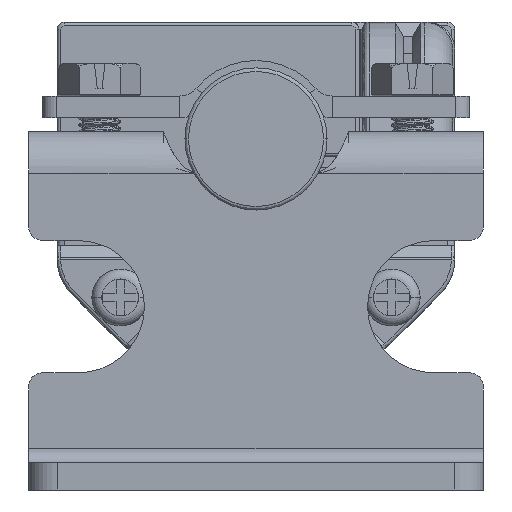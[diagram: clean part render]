
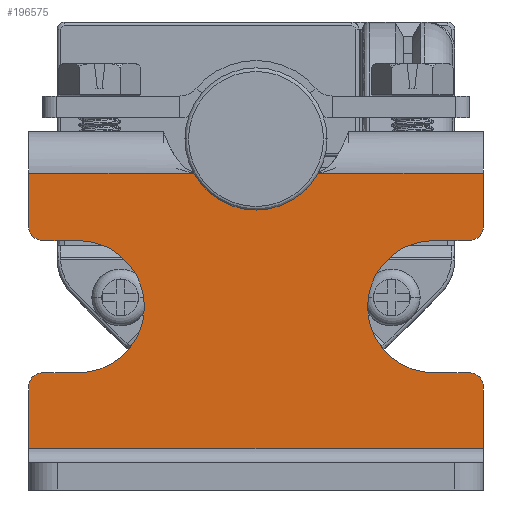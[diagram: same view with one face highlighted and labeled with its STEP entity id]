
A CAD part, front view. The second image highlights one B-rep face of the part: STEP entity #196575.
In plain terms, the highlighted planar face has unit normal (0, -1, 0).
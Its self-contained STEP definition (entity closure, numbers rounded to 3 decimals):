
#186033=CARTESIAN_POINT('',(-3.666,-1.9,21.3));
#186034=DIRECTION('',(0.,-1.,0.));
#186035=DIRECTION('',(0.733,0.,0.68));
#186036=AXIS2_PLACEMENT_3D('',#186033,#186034,#186035);
#186038=CARTESIAN_POINT('',(0.,-1.9,24.7));
#186039=DIRECTION('',(0.,1.,0.));
#186040=DIRECTION('',(0.733,0.,-0.68));
#186041=AXIS2_PLACEMENT_3D('',#186038,#186039,#186040);
#186043=CARTESIAN_POINT('',(3.666,-1.9,21.3));
#186044=DIRECTION('',(0.,-1.,0.));
#186045=DIRECTION('',(0.,0.,1.));
#186046=AXIS2_PLACEMENT_3D('',#186043,#186044,#186045);
#186048=DIRECTION('',(-1.,0.,0.));
#186049=VECTOR('',#186048,0.313);
#186050=CARTESIAN_POINT('',(3.979,-1.9,22.3));
#186051=LINE('',#186050,#186049);
#186052=CARTESIAN_POINT('',(15.,-1.9,18.55));
#186053=DIRECTION('',(0.,-1.,0.));
#186054=DIRECTION('',(0.,0.,-1.));
#186055=AXIS2_PLACEMENT_3D('',#186052,#186053,#186054);
#186057=DIRECTION('',(-1.,0.,0.));
#186058=VECTOR('',#186057,2.5);
#186059=CARTESIAN_POINT('',(15.,-1.9,17.55));
#186060=LINE('',#186059,#186058);
#186061=CARTESIAN_POINT('',(12.5,-1.9,12.9));
#186062=DIRECTION('',(0.,-1.,0.));
#186063=DIRECTION('',(0.,0.,1.));
#186064=AXIS2_PLACEMENT_3D('',#186061,#186062,#186063);
#186066=DIRECTION('',(-1.,0.,0.));
#186067=VECTOR('',#186066,2.5);
#186068=CARTESIAN_POINT('',(15.,-1.9,8.25));
#186069=LINE('',#186068,#186067);
#186070=CARTESIAN_POINT('',(15.,-1.9,7.25));
#186071=DIRECTION('',(0.,-1.,0.));
#186072=DIRECTION('',(1.,0.,0.));
#186073=AXIS2_PLACEMENT_3D('',#186070,#186071,#186072);
#186075=DIRECTION('',(1.,0.,0.));
#186076=VECTOR('',#186075,32.);
#186077=CARTESIAN_POINT('',(-16.,-1.9,2.9));
#186078=LINE('',#186077,#186076);
#186079=CARTESIAN_POINT('',(-15.,-1.9,7.25));
#186080=DIRECTION('',(0.,-1.,0.));
#186081=DIRECTION('',(0.,0.,1.));
#186082=AXIS2_PLACEMENT_3D('',#186079,#186080,#186081);
#186084=DIRECTION('',(1.,0.,0.));
#186085=VECTOR('',#186084,2.5);
#186086=CARTESIAN_POINT('',(-15.,-1.9,8.25));
#186087=LINE('',#186086,#186085);
#186088=CARTESIAN_POINT('',(-12.5,-1.9,12.9));
#186089=DIRECTION('',(0.,-1.,0.));
#186090=DIRECTION('',(0.,0.,-1.));
#186091=AXIS2_PLACEMENT_3D('',#186088,#186089,#186090);
#186093=DIRECTION('',(1.,0.,0.));
#186094=VECTOR('',#186093,2.5);
#186095=CARTESIAN_POINT('',(-15.,-1.9,17.55));
#186096=LINE('',#186095,#186094);
#186097=CARTESIAN_POINT('',(-15.,-1.9,18.55));
#186098=DIRECTION('',(0.,-1.,0.));
#186099=DIRECTION('',(-1.,0.,0.));
#186100=AXIS2_PLACEMENT_3D('',#186097,#186098,#186099);
#186102=DIRECTION('',(-1.,0.,0.));
#186103=VECTOR('',#186102,0.313);
#186104=CARTESIAN_POINT('',(-3.666,-1.9,22.3));
#186105=LINE('',#186104,#186103);
#186361=CARTESIAN_POINT('',(-3.979,-1.9,22.3));
#186363=DIRECTION('',(1.,0.,0.));
#186364=VECTOR('',#186363,12.021);
#186365=CARTESIAN_POINT('',(-16.,-1.9,22.3));
#186366=LINE('',#186365,#186364);
#186863=CARTESIAN_POINT('',(3.979,-1.9,22.3));
#186887=DIRECTION('',(1.,0.,0.));
#186888=VECTOR('',#186887,12.021);
#186889=CARTESIAN_POINT('',(3.979,-1.9,22.3));
#186890=LINE('',#186889,#186888);
#186911=DIRECTION('',(0.,0.,1.));
#186912=VECTOR('',#186911,3.75);
#186913=CARTESIAN_POINT('',(16.,-1.9,18.55));
#186914=LINE('',#186913,#186912);
#186947=DIRECTION('',(0.,0.,1.));
#186948=VECTOR('',#186947,4.35);
#186949=CARTESIAN_POINT('',(16.,-1.9,2.9));
#186950=LINE('',#186949,#186948);
#192988=DIRECTION('',(0.,0.,1.));
#192989=VECTOR('',#192988,3.75);
#192990=CARTESIAN_POINT('',(-16.,-1.9,18.55));
#192991=LINE('',#192990,#192989);
#193012=DIRECTION('',(0.,0.,1.));
#193013=VECTOR('',#193012,4.35);
#193014=CARTESIAN_POINT('',(-16.,-1.9,2.9));
#193015=LINE('',#193014,#193013);
#195561=CARTESIAN_POINT('',(12.5,-1.9,17.55));
#195562=CARTESIAN_POINT('',(12.5,-1.9,8.25));
#195563=VERTEX_POINT('',#195561);
#195564=VERTEX_POINT('',#195562);
#195565=CARTESIAN_POINT('',(-12.5,-1.9,8.25));
#195566=CARTESIAN_POINT('',(-12.5,-1.9,17.55));
#195567=VERTEX_POINT('',#195565);
#195568=VERTEX_POINT('',#195566);
#195593=CARTESIAN_POINT('',(16.,-1.9,7.25));
#195594=VERTEX_POINT('',#195593);
#195595=CARTESIAN_POINT('',(15.,-1.9,8.25));
#195596=VERTEX_POINT('',#195595);
#195601=CARTESIAN_POINT('',(15.,-1.9,17.55));
#195602=VERTEX_POINT('',#195601);
#195603=CARTESIAN_POINT('',(16.,-1.9,18.55));
#195604=VERTEX_POINT('',#195603);
#195609=CARTESIAN_POINT('',(-16.,-1.9,18.55));
#195610=VERTEX_POINT('',#195609);
#195611=CARTESIAN_POINT('',(-15.,-1.9,17.55));
#195612=VERTEX_POINT('',#195611);
#195617=CARTESIAN_POINT('',(-15.,-1.9,8.25));
#195618=VERTEX_POINT('',#195617);
#195619=CARTESIAN_POINT('',(-16.,-1.9,7.25));
#195620=VERTEX_POINT('',#195619);
#195629=CARTESIAN_POINT('',(-16.,-1.9,2.9));
#195630=VERTEX_POINT('',#195629);
#195631=CARTESIAN_POINT('',(-16.,-1.9,22.3));
#195632=VERTEX_POINT('',#195631);
#195633=CARTESIAN_POINT('',(16.,-1.9,2.9));
#195634=VERTEX_POINT('',#195633);
#195635=CARTESIAN_POINT('',(16.,-1.9,22.3));
#195636=VERTEX_POINT('',#195635);
#195727=VERTEX_POINT('',#186361);
#195728=VERTEX_POINT('',#186863);
#195737=CARTESIAN_POINT('',(-2.933,-1.9,21.98));
#195738=VERTEX_POINT('',#195737);
#195739=CARTESIAN_POINT('',(-3.666,-1.9,22.3));
#195740=VERTEX_POINT('',#195739);
#195745=CARTESIAN_POINT('',(3.666,-1.9,22.3));
#195746=VERTEX_POINT('',#195745);
#195747=CARTESIAN_POINT('',(2.933,-1.9,21.98));
#195748=VERTEX_POINT('',#195747);
#196525=CARTESIAN_POINT('',(-16.,-1.9,2.9));
#196526=DIRECTION('',(0.,1.,0.));
#196527=DIRECTION('',(0.,0.,1.));
#196528=AXIS2_PLACEMENT_3D('',#196525,#196526,#196527);
#196529=PLANE('',#196528);
#196531=ORIENTED_EDGE('',*,*,#196530,.F.);
#196533=ORIENTED_EDGE('',*,*,#196532,.F.);
#196535=ORIENTED_EDGE('',*,*,#196534,.F.);
#196537=ORIENTED_EDGE('',*,*,#196536,.F.);
#196539=ORIENTED_EDGE('',*,*,#196538,.T.);
#196541=ORIENTED_EDGE('',*,*,#196540,.F.);
#196543=ORIENTED_EDGE('',*,*,#196542,.F.);
#196545=ORIENTED_EDGE('',*,*,#196544,.T.);
#196547=ORIENTED_EDGE('',*,*,#196546,.T.);
#196549=ORIENTED_EDGE('',*,*,#196548,.F.);
#196551=ORIENTED_EDGE('',*,*,#196550,.F.);
#196553=ORIENTED_EDGE('',*,*,#196552,.F.);
#196554=ORIENTED_EDGE('',*,*,#196518,.F.);
#196556=ORIENTED_EDGE('',*,*,#196555,.T.);
#196558=ORIENTED_EDGE('',*,*,#196557,.F.);
#196560=ORIENTED_EDGE('',*,*,#196559,.T.);
#196562=ORIENTED_EDGE('',*,*,#196561,.T.);
#196564=ORIENTED_EDGE('',*,*,#196563,.F.);
#196566=ORIENTED_EDGE('',*,*,#196565,.F.);
#196568=ORIENTED_EDGE('',*,*,#196567,.T.);
#196570=ORIENTED_EDGE('',*,*,#196569,.T.);
#196572=ORIENTED_EDGE('',*,*,#196571,.F.);
#196573=EDGE_LOOP('',(#196531,#196533,#196535,#196537,#196539,#196541,#196543,
#196545,#196547,#196549,#196551,#196553,#196554,#196556,#196558,#196560,#196562,
#196564,#196566,#196568,#196570,#196572));
#196574=FACE_OUTER_BOUND('',#196573,.F.);
#196575=ADVANCED_FACE('',(#196574),#196529,.F.);
#186037=CIRCLE('',#186036,1.);
#186042=CIRCLE('',#186041,4.);
#186047=CIRCLE('',#186046,1.);
#186056=CIRCLE('',#186055,1.);
#186065=CIRCLE('',#186064,4.65);
#186074=CIRCLE('',#186073,1.);
#186083=CIRCLE('',#186082,1.);
#186092=CIRCLE('',#186091,4.65);
#186101=CIRCLE('',#186100,1.);
#196518=EDGE_CURVE('',#195630,#195634,#186078,.T.);
#196530=EDGE_CURVE('',#195738,#195740,#186037,.T.);
#196532=EDGE_CURVE('',#195748,#195738,#186042,.T.);
#196534=EDGE_CURVE('',#195746,#195748,#186047,.T.);
#196536=EDGE_CURVE('',#195728,#195746,#186051,.T.);
#196538=EDGE_CURVE('',#195728,#195636,#186890,.T.);
#196540=EDGE_CURVE('',#195604,#195636,#186914,.T.);
#196542=EDGE_CURVE('',#195602,#195604,#186056,.T.);
#196544=EDGE_CURVE('',#195602,#195563,#186060,.T.);
#196546=EDGE_CURVE('',#195563,#195564,#186065,.T.);
#196548=EDGE_CURVE('',#195596,#195564,#186069,.T.);
#196550=EDGE_CURVE('',#195594,#195596,#186074,.T.);
#196552=EDGE_CURVE('',#195634,#195594,#186950,.T.);
#196555=EDGE_CURVE('',#195630,#195620,#193015,.T.);
#196557=EDGE_CURVE('',#195618,#195620,#186083,.T.);
#196559=EDGE_CURVE('',#195618,#195567,#186087,.T.);
#196561=EDGE_CURVE('',#195567,#195568,#186092,.T.);
#196563=EDGE_CURVE('',#195612,#195568,#186096,.T.);
#196565=EDGE_CURVE('',#195610,#195612,#186101,.T.);
#196567=EDGE_CURVE('',#195610,#195632,#192991,.T.);
#196569=EDGE_CURVE('',#195632,#195727,#186366,.T.);
#196571=EDGE_CURVE('',#195740,#195727,#186105,.T.);
